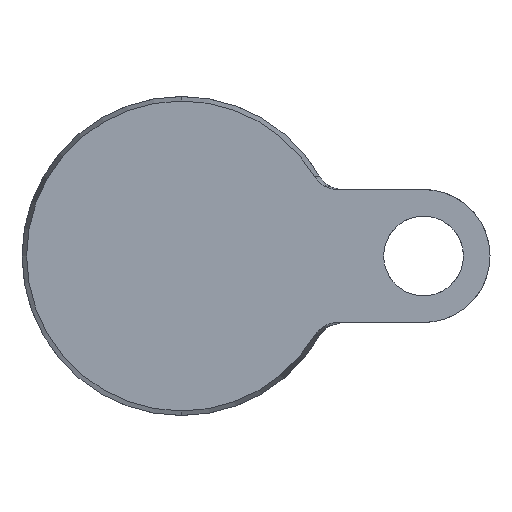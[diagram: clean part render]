
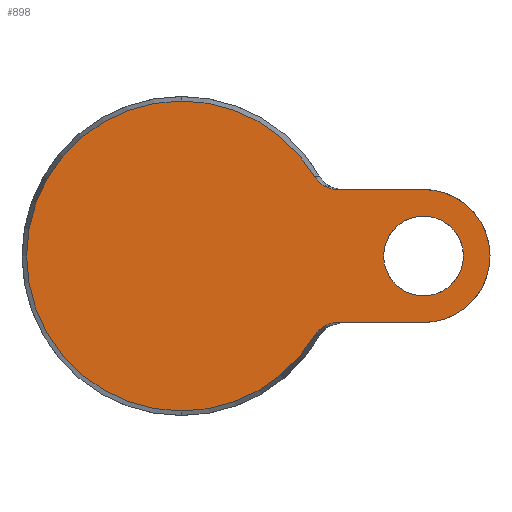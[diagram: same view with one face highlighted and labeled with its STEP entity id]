
A CAD part, front view. The second image highlights one B-rep face of the part: STEP entity #898.
In plain terms, the highlighted planar face has unit normal (0, -1, 0).
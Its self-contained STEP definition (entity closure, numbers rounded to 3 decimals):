
#2 = CARTESIAN_POINT ( 'NONE',  ( 26.862, 0., -13.142 ) ) ;
#3 = CARTESIAN_POINT ( 'NONE',  ( 15., 0., -12.5 ) ) ;
#9 = CARTESIAN_POINT ( 'NONE',  ( 27.662, 0., -12.789 ) ) ;
#12 = VERTEX_POINT ( 'NONE', #1063 ) ;
#30 = B_SPLINE_CURVE_WITH_KNOTS ( 'NONE', 3,
 ( #711, #388, #700, #812, #827, #393, #1244, #283, #706, #179, #597, #818, #1239, #300 ),
 .UNSPECIFIED., .F., .F.,
 ( 4, 2, 2, 2, 2, 2, 4 ),
 ( 0., 0.001, 0.002, 0.003, 0.003, 0.004, 0.005 ),
 .UNSPECIFIED. ) ;
#31 = CARTESIAN_POINT ( 'NONE',  ( 29.374, 0., -12.5 ) ) ;
#71 = ORIENTED_EDGE ( 'NONE', *, *, #522, .T. ) ;
#75 = DIRECTION ( 'NONE',  ( 0., 1., 0. ) ) ;
#81 = VECTOR ( 'NONE', #408, 1000. ) ;
#90 = ORIENTED_EDGE ( 'NONE', *, *, #526, .F. ) ;
#106 = CARTESIAN_POINT ( 'NONE',  ( 25.508, 0., -14.24 ) ) ;
#121 = CARTESIAN_POINT ( 'NONE',  ( 0., 0., 0. ) ) ;
#134 = AXIS2_PLACEMENT_3D ( 'NONE', #926, #499, #483 ) ;
#177 = CARTESIAN_POINT ( 'NONE',  ( 45.5, 0., -7.5 ) ) ;
#179 = CARTESIAN_POINT ( 'NONE',  ( 26.144, 0., 13.642 ) ) ;
#187 = B_SPLINE_CURVE_WITH_KNOTS ( 'NONE', 3,
 ( #754, #641, #106, #952, #1033, #832, #2, #1172, #9, #855, #1098, #665, #31 ),
 .UNSPECIFIED., .F., .F.,
 ( 4, 2, 2, 1, 2, 2, 4 ),
 ( 0., 0.001, 0.002, 0.003, 0.003, 0.004, 0.005 ),
 .UNSPECIFIED. ) ;
#190 = FACE_BOUND ( 'NONE', #553, .T. ) ;
#205 = LINE ( 'NONE', #3, #1101 ) ;
#249 = CARTESIAN_POINT ( 'NONE',  ( 0., 0., 0. ) ) ;
#266 = CARTESIAN_POINT ( 'NONE',  ( 29.374, 0., -12.5 ) ) ;
#276 = EDGE_CURVE ( 'NONE', #417, #1380, #860, .T. ) ;
#278 = CARTESIAN_POINT ( 'NONE',  ( 29.374, 0., 12.5 ) ) ;
#283 = CARTESIAN_POINT ( 'NONE',  ( 26.678, 0., 13.261 ) ) ;
#300 = CARTESIAN_POINT ( 'NONE',  ( 25.011, 0., 14.959 ) ) ;
#322 = DIRECTION ( 'NONE',  ( -1., 0., 0. ) ) ;
#335 = VERTEX_POINT ( 'NONE', #1291 ) ;
#358 = ORIENTED_EDGE ( 'NONE', *, *, #486, .T. ) ;
#365 = CIRCLE ( 'NONE', #734, 29.143 ) ;
#378 = CIRCLE ( 'NONE', #798, 29.143 ) ;
#388 = CARTESIAN_POINT ( 'NONE',  ( 28.933, 0., 12.5 ) ) ;
#391 = EDGE_CURVE ( 'NONE', #1037, #797, #365, .T. ) ;
#393 = CARTESIAN_POINT ( 'NONE',  ( 27.253, 0., 12.954 ) ) ;
#398 = DIRECTION ( 'NONE',  ( 0., 0., -1. ) ) ;
#406 = CARTESIAN_POINT ( 'NONE',  ( 0., 0., 29.143 ) ) ;
#408 = DIRECTION ( 'NONE',  ( 1., 0., 0. ) ) ;
#417 = VERTEX_POINT ( 'NONE', #1140 ) ;
#427 = DIRECTION ( 'NONE',  ( 0., 1., 0. ) ) ;
#433 = EDGE_CURVE ( 'NONE', #12, #1254, #673, .T. ) ;
#473 = CARTESIAN_POINT ( 'NONE',  ( 0., 0., -29.143 ) ) ;
#482 = AXIS2_PLACEMENT_3D ( 'NONE', #531, #1043, #1265 ) ;
#483 = DIRECTION ( 'NONE',  ( 0., 0., 1. ) ) ;
#485 = VERTEX_POINT ( 'NONE', #278 ) ;
#486 = EDGE_CURVE ( 'NONE', #485, #335, #30, .T. ) ;
#489 = AXIS2_PLACEMENT_3D ( 'NONE', #510, #75, #1129 ) ;
#499 = DIRECTION ( 'NONE',  ( 0., 1., 0. ) ) ;
#510 = CARTESIAN_POINT ( 'NONE',  ( 45.5, 0., 0. ) ) ;
#517 = CARTESIAN_POINT ( 'NONE',  ( 0., 0., 0. ) ) ;
#519 = VERTEX_POINT ( 'NONE', #1274 ) ;
#522 = EDGE_CURVE ( 'NONE', #1380, #417, #602, .T. ) ;
#526 = EDGE_CURVE ( 'NONE', #1254, #1197, #205, .T. ) ;
#531 = CARTESIAN_POINT ( 'NONE',  ( 45.5, 0., 0. ) ) ;
#542 = ORIENTED_EDGE ( 'NONE', *, *, #1064, .T. ) ;
#553 = EDGE_LOOP ( 'NONE', ( #71, #593 ) ) ;
#585 = EDGE_CURVE ( 'NONE', #797, #519, #820, .T. ) ;
#593 = ORIENTED_EDGE ( 'NONE', *, *, #276, .T. ) ;
#597 = CARTESIAN_POINT ( 'NONE',  ( 25.976, 0., 13.785 ) ) ;
#602 = CIRCLE ( 'NONE', #783, 7.5 ) ;
#630 = LINE ( 'NONE', #1056, #81 ) ;
#639 = EDGE_CURVE ( 'NONE', #485, #12, #630, .T. ) ;
#641 = CARTESIAN_POINT ( 'NONE',  ( 25.237, 0., -14.58 ) ) ;
#644 = ORIENTED_EDGE ( 'NONE', *, *, #433, .F. ) ;
#665 = CARTESIAN_POINT ( 'NONE',  ( 28.933, 0., -12.5 ) ) ;
#673 = CIRCLE ( 'NONE', #489, 12.5 ) ;
#679 = EDGE_LOOP ( 'NONE', ( #1228, #358, #989, #772, #1259, #542, #90, #644 ) ) ;
#700 = CARTESIAN_POINT ( 'NONE',  ( 28.502, 0., 12.556 ) ) ;
#706 = CARTESIAN_POINT ( 'NONE',  ( 26.495, 0., 13.38 ) ) ;
#711 = CARTESIAN_POINT ( 'NONE',  ( 29.374, 0., 12.5 ) ) ;
#734 = AXIS2_PLACEMENT_3D ( 'NONE', #121, #1194, #398 ) ;
#754 = CARTESIAN_POINT ( 'NONE',  ( 25.011, 0., -14.959 ) ) ;
#772 = ORIENTED_EDGE ( 'NONE', *, *, #391, .T. ) ;
#783 = AXIS2_PLACEMENT_3D ( 'NONE', #1149, #427, #839 ) ;
#797 = VERTEX_POINT ( 'NONE', #473 ) ;
#798 = AXIS2_PLACEMENT_3D ( 'NONE', #249, #1079, #1088 ) ;
#812 = CARTESIAN_POINT ( 'NONE',  ( 27.869, 0., 12.721 ) ) ;
#818 = CARTESIAN_POINT ( 'NONE',  ( 25.507, 0., 14.24 ) ) ;
#820 = CIRCLE ( 'NONE', #925, 29.143 ) ;
#827 = CARTESIAN_POINT ( 'NONE',  ( 27.659, 0., 12.79 ) ) ;
#832 = CARTESIAN_POINT ( 'NONE',  ( 26.497, 0., -13.379 ) ) ;
#839 = DIRECTION ( 'NONE',  ( 0., 0., 1. ) ) ;
#855 = CARTESIAN_POINT ( 'NONE',  ( 27.871, 0., -12.72 ) ) ;
#860 = CIRCLE ( 'NONE', #482, 7.5 ) ;
#898 = ADVANCED_FACE ( 'NONE', ( #1128, #190 ), #1139, .F. ) ;
#901 = CARTESIAN_POINT ( 'NONE',  ( 45.5, 0., -12.5 ) ) ;
#925 = AXIS2_PLACEMENT_3D ( 'NONE', #517, #1156, #1042 ) ;
#926 = CARTESIAN_POINT ( 'NONE',  ( -29.143, 0., 0. ) ) ;
#952 = CARTESIAN_POINT ( 'NONE',  ( 25.977, 0., -13.784 ) ) ;
#989 = ORIENTED_EDGE ( 'NONE', *, *, #1303, .T. ) ;
#1033 = CARTESIAN_POINT ( 'NONE',  ( 26.146, 0., -13.64 ) ) ;
#1037 = VERTEX_POINT ( 'NONE', #406 ) ;
#1042 = DIRECTION ( 'NONE',  ( 0., 0., -1. ) ) ;
#1043 = DIRECTION ( 'NONE',  ( 0., 1., 0. ) ) ;
#1056 = CARTESIAN_POINT ( 'NONE',  ( 15., 0., 12.5 ) ) ;
#1063 = CARTESIAN_POINT ( 'NONE',  ( 45.5, 0., 12.5 ) ) ;
#1064 = EDGE_CURVE ( 'NONE', #519, #1197, #187, .T. ) ;
#1079 = DIRECTION ( 'NONE',  ( 0., -1., 0. ) ) ;
#1088 = DIRECTION ( 'NONE',  ( 0., 0., -1. ) ) ;
#1098 = CARTESIAN_POINT ( 'NONE',  ( 28.503, 0., -12.556 ) ) ;
#1101 = VECTOR ( 'NONE', #322, 1000. ) ;
#1128 = FACE_OUTER_BOUND ( 'NONE', #679, .T. ) ;
#1129 = DIRECTION ( 'NONE',  ( 0., 0., -1. ) ) ;
#1139 = PLANE ( 'NONE',  #134 ) ;
#1140 = CARTESIAN_POINT ( 'NONE',  ( 45.5, 0., 7.5 ) ) ;
#1149 = CARTESIAN_POINT ( 'NONE',  ( 45.5, 0., 0. ) ) ;
#1156 = DIRECTION ( 'NONE',  ( 0., -1., 0. ) ) ;
#1172 = CARTESIAN_POINT ( 'NONE',  ( 27.255, 0., -12.953 ) ) ;
#1194 = DIRECTION ( 'NONE',  ( 0., -1., 0. ) ) ;
#1197 = VERTEX_POINT ( 'NONE', #266 ) ;
#1228 = ORIENTED_EDGE ( 'NONE', *, *, #639, .F. ) ;
#1239 = CARTESIAN_POINT ( 'NONE',  ( 25.237, 0., 14.58 ) ) ;
#1244 = CARTESIAN_POINT ( 'NONE',  ( 27.057, 0., 13.048 ) ) ;
#1254 = VERTEX_POINT ( 'NONE', #901 ) ;
#1259 = ORIENTED_EDGE ( 'NONE', *, *, #585, .T. ) ;
#1265 = DIRECTION ( 'NONE',  ( 0., 0., 1. ) ) ;
#1274 = CARTESIAN_POINT ( 'NONE',  ( 25.011, 0., -14.959 ) ) ;
#1291 = CARTESIAN_POINT ( 'NONE',  ( 25.011, 0., 14.959 ) ) ;
#1303 = EDGE_CURVE ( 'NONE', #335, #1037, #378, .T. ) ;
#1380 = VERTEX_POINT ( 'NONE', #177 ) ;
